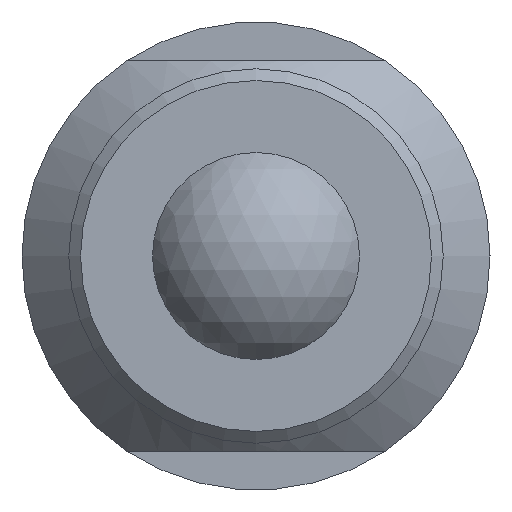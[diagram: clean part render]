
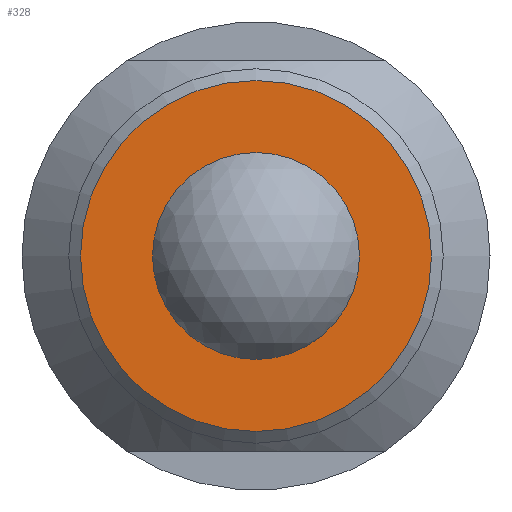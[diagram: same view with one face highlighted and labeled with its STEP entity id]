
A CAD part, left-side view. The second image highlights one B-rep face of the part: STEP entity #328.
In plain terms, the highlighted planar face has unit normal (-1, 0, 0).
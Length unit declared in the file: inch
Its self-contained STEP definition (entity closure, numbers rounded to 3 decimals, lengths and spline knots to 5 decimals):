
#13 = DIRECTION ( 'NONE',  ( -1., 0., 0. ) ) ;
#70 = CIRCLE ( 'NONE', #114, 0.08858 ) ;
#96 = FACE_OUTER_BOUND ( 'NONE', #218, .T. ) ;
#114 = AXIS2_PLACEMENT_3D ( 'NONE', #279, #337, #381 ) ;
#150 = ORIENTED_EDGE ( 'NONE', *, *, #372, .F. ) ;
#153 = AXIS2_PLACEMENT_3D ( 'NONE', #369, #13, #364 ) ;
#171 = VERTEX_POINT ( 'NONE', #338 ) ;
#185 = DIRECTION ( 'NONE',  ( 1., 0., 0. ) ) ;
#218 = EDGE_LOOP ( 'NONE', ( #150 ) ) ;
#226 = ORIENTED_EDGE ( 'NONE', *, *, #303, .T. ) ;
#232 = DIRECTION ( 'NONE',  ( 0., 0., -1. ) ) ;
#233 = VERTEX_POINT ( 'NONE', #421 ) ;
#240 = FACE_BOUND ( 'NONE', #305, .T. ) ;
#250 = CIRCLE ( 'NONE', #455, 0.05223 ) ;
#279 = CARTESIAN_POINT ( 'NONE',  ( -0.83324, 0., 0. ) ) ;
#303 = EDGE_CURVE ( 'NONE', #171, #171, #250, .T. ) ;
#305 = EDGE_LOOP ( 'NONE', ( #226 ) ) ;
#328 = ADVANCED_FACE ( 'NONE', ( #240, #96 ), #486, .T. ) ;
#337 = DIRECTION ( 'NONE',  ( 1., 0., 0. ) ) ;
#338 = CARTESIAN_POINT ( 'NONE',  ( -0.83324, 0., -0.05223 ) ) ;
#364 = DIRECTION ( 'NONE',  ( 0., 0., 1. ) ) ;
#369 = CARTESIAN_POINT ( 'NONE',  ( -0.83324, 0.08858, 0. ) ) ;
#372 = EDGE_CURVE ( 'NONE', #233, #233, #70, .T. ) ;
#381 = DIRECTION ( 'NONE',  ( 0., 0., -1. ) ) ;
#405 = CARTESIAN_POINT ( 'NONE',  ( -0.83324, 0., 0. ) ) ;
#421 = CARTESIAN_POINT ( 'NONE',  ( -0.83324, 0., -0.08858 ) ) ;
#455 = AXIS2_PLACEMENT_3D ( 'NONE', #405, #185, #232 ) ;
#486 = PLANE ( 'NONE',  #153 ) ;
